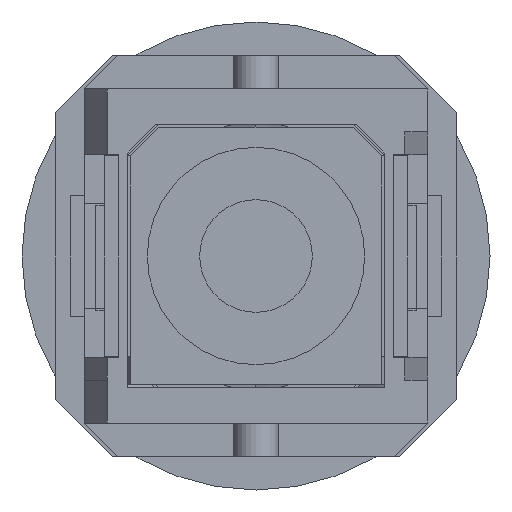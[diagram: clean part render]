
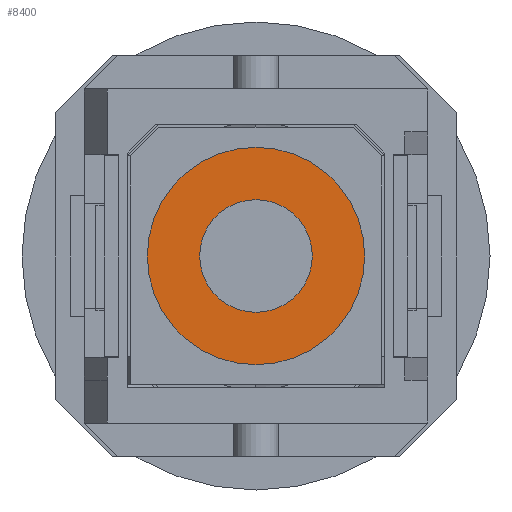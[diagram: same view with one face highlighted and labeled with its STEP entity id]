
A CAD part, left-side view. The second image highlights one B-rep face of the part: STEP entity #8400.
In plain terms, the highlighted face is planar.
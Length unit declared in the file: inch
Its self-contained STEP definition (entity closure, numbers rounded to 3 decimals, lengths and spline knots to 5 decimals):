
#656 = CARTESIAN_POINT ( 'NONE',  ( 0., 0.121, 0.04925 ) ) ;
#1010 = VERTEX_POINT ( 'NONE', #9438 ) ;
#1097 = ORIENTED_EDGE ( 'NONE', *, *, #10174, .F. ) ;
#1694 = AXIS2_PLACEMENT_3D ( 'NONE', #12089, #2325, #11019 ) ;
#2303 = CARTESIAN_POINT ( 'NONE',  ( 0., 0.121, 0. ) ) ;
#2325 = DIRECTION ( 'NONE',  ( 0., 1., 0. ) ) ;
#2359 = AXIS2_PLACEMENT_3D ( 'NONE', #2303, #8873, #4223 ) ;
#2559 = CIRCLE ( 'NONE', #2359, 0.04925 ) ;
#2593 = ORIENTED_EDGE ( 'NONE', *, *, #10083, .T. ) ;
#3247 = VERTEX_POINT ( 'NONE', #656 ) ;
#3299 = AXIS2_PLACEMENT_3D ( 'NONE', #4599, #7751, #10951 ) ;
#3368 = AXIS2_PLACEMENT_3D ( 'NONE', #7558, #9711, #9783 ) ;
#3473 = CARTESIAN_POINT ( 'NONE',  ( 0., 0.121, 0.095 ) ) ;
#3600 = CIRCLE ( 'NONE', #3368, 0.095 ) ;
#3705 = EDGE_CURVE ( 'NONE', #7295, #5723, #3600, .T. ) ;
#3719 = FACE_OUTER_BOUND ( 'NONE', #5055, .T. ) ;
#4223 = DIRECTION ( 'NONE',  ( 0., 0., -1. ) ) ;
#4599 = CARTESIAN_POINT ( 'NONE',  ( 0., 0.121, 0. ) ) ;
#4787 = CARTESIAN_POINT ( 'NONE',  ( -0.11, 0.121, 0.0875 ) ) ;
#5055 = EDGE_LOOP ( 'NONE', ( #2593, #9695 ) ) ;
#5362 = CIRCLE ( 'NONE', #3299, 0.095 ) ;
#5513 = CARTESIAN_POINT ( 'NONE',  ( 0., 0.121, -0.095 ) ) ;
#5723 = VERTEX_POINT ( 'NONE', #3473 ) ;
#7278 = EDGE_CURVE ( 'NONE', #3247, #1010, #2559, .T. ) ;
#7295 = VERTEX_POINT ( 'NONE', #5513 ) ;
#7558 = CARTESIAN_POINT ( 'NONE',  ( 0., 0.121, 0. ) ) ;
#7751 = DIRECTION ( 'NONE',  ( 0., 1., 0. ) ) ;
#7861 = FACE_BOUND ( 'NONE', #11866, .T. ) ;
#8400 = ADVANCED_FACE ( 'NONE', ( #7861, #3719 ), #13333, .F. ) ;
#8873 = DIRECTION ( 'NONE',  ( 0., 1., 0. ) ) ;
#9221 = DIRECTION ( 'NONE',  ( 0., 0., -1. ) ) ;
#9438 = CARTESIAN_POINT ( 'NONE',  ( 0., 0.121, -0.04925 ) ) ;
#9695 = ORIENTED_EDGE ( 'NONE', *, *, #3705, .T. ) ;
#9711 = DIRECTION ( 'NONE',  ( 0., 1., 0. ) ) ;
#9783 = DIRECTION ( 'NONE',  ( 0., 0., -1. ) ) ;
#10083 = EDGE_CURVE ( 'NONE', #5723, #7295, #5362, .T. ) ;
#10174 = EDGE_CURVE ( 'NONE', #1010, #3247, #10366, .T. ) ;
#10366 = CIRCLE ( 'NONE', #1694, 0.04925 ) ;
#10951 = DIRECTION ( 'NONE',  ( 0., 0., -1. ) ) ;
#11019 = DIRECTION ( 'NONE',  ( 0., 0., -1. ) ) ;
#11197 = DIRECTION ( 'NONE',  ( 0., -1., 0. ) ) ;
#11866 = EDGE_LOOP ( 'NONE', ( #1097, #11883 ) ) ;
#11883 = ORIENTED_EDGE ( 'NONE', *, *, #7278, .F. ) ;
#12089 = CARTESIAN_POINT ( 'NONE',  ( 0., 0.121, 0. ) ) ;
#12586 = AXIS2_PLACEMENT_3D ( 'NONE', #4787, #11197, #9221 ) ;
#13333 = PLANE ( 'NONE',  #12586 ) ;
